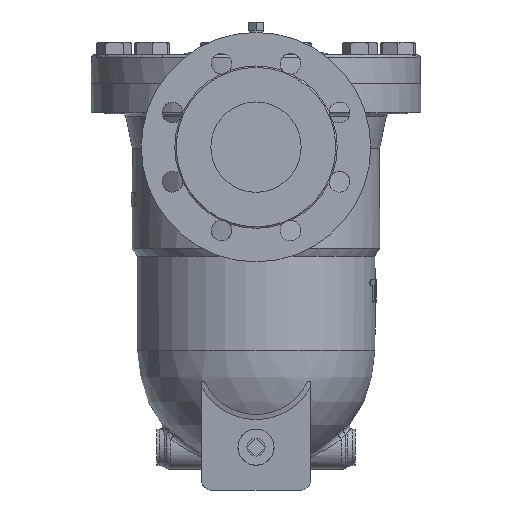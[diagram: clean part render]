
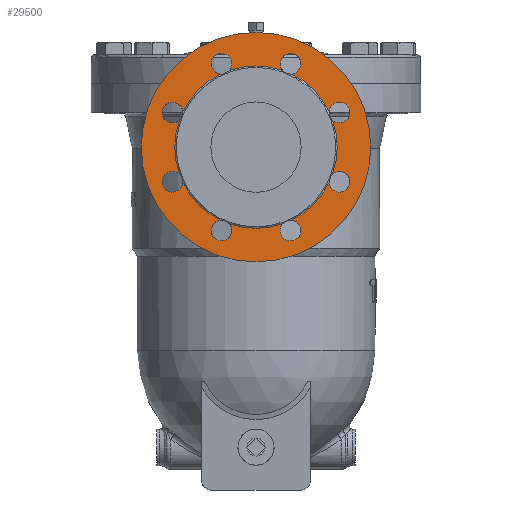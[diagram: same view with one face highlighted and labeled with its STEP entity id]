
A CAD part, left-side view. The second image highlights one B-rep face of the part: STEP entity #29500.
In plain terms, the highlighted planar face has unit normal (-1, 0, 0).
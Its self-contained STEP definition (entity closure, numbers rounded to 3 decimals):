
#29044=CARTESIAN_POINT('',(-261.4,-39.061,-150.915));
#29045=VERTEX_POINT('',#29044);
#29046=CARTESIAN_POINT('',(-261.4,-29.596,-154.836));
#29047=VERTEX_POINT('',#29046);
#29048=CARTESIAN_POINT('',(-261.4,-38.268,-162.388));
#29049=DIRECTION('',(1.0,0.0,0.0));
#29050=DIRECTION('',(0.0,0.0,-1.0));
#29051=AXIS2_PLACEMENT_3D('',#29048,#29049,#29050);
#29052=CIRCLE('',#29051,11.5);
#29053=EDGE_CURVE('',#29045,#29047,#29052,.T.);
#29348=CARTESIAN_POINT('',(-261.4,0.0,37.625));
#29349=DIRECTION('',(-1.0,0.0,0.0));
#29350=DIRECTION('',(0.0,0.0,1.0));
#29351=AXIS2_PLACEMENT_3D('',#29348,#29349,#29350);
#29352=PLANE('',#29351);
#29353=CARTESIAN_POINT('',(-261.4,0.0,57.));
#29354=VERTEX_POINT('',#29353);
#29355=CARTESIAN_POINT('',(-261.4,0.0,-70.));
#29356=DIRECTION('',(-1.0,0.0,0.0));
#29357=DIRECTION('',(0.0,0.0,1.0));
#29358=AXIS2_PLACEMENT_3D('',#29355,#29356,#29357);
#29359=CIRCLE('',#29358,127.);
#29360=EDGE_CURVE('',#29354,#29354,#29359,.T.);
#29361=ORIENTED_EDGE('',*,*,#29360,.T.);
#29362=EDGE_LOOP('',(#29361));
#29363=FACE_OUTER_BOUND('',#29362,.T.);
#29364=CARTESIAN_POINT('',(-261.4,29.596,-154.836));
#29365=VERTEX_POINT('',#29364);
#29366=CARTESIAN_POINT('',(-261.4,39.061,-150.915));
#29367=VERTEX_POINT('',#29366);
#29368=CARTESIAN_POINT('',(-261.4,38.268,-162.388));
#29369=DIRECTION('',(1.0,0.,0.));
#29370=DIRECTION('',(0.,0.707,-0.707));
#29371=AXIS2_PLACEMENT_3D('',#29368,#29369,#29370);
#29372=CIRCLE('',#29371,11.5);
#29373=EDGE_CURVE('',#29365,#29367,#29372,.T.);
#29374=ORIENTED_EDGE('',*,*,#29373,.T.);
#29375=CARTESIAN_POINT('',(-261.4,80.915,-109.061));
#29376=VERTEX_POINT('',#29375);
#29377=CARTESIAN_POINT('',(-261.4,0.0,-70.));
#29378=DIRECTION('',(-1.0,0.0,0.0));
#29379=DIRECTION('',(0.0,0.0,-1.0));
#29380=AXIS2_PLACEMENT_3D('',#29377,#29378,#29379);
#29381=CIRCLE('',#29380,89.85);
#29382=EDGE_CURVE('',#29376,#29367,#29381,.T.);
#29383=ORIENTED_EDGE('',*,*,#29382,.F.);
#29384=CARTESIAN_POINT('',(-261.4,84.836,-99.596));
#29385=VERTEX_POINT('',#29384);
#29386=CARTESIAN_POINT('',(-261.4,92.388,-108.268));
#29387=DIRECTION('',(1.0,0.0,0.0));
#29388=DIRECTION('',(0.0,1.0,0.0));
#29389=AXIS2_PLACEMENT_3D('',#29386,#29387,#29388);
#29390=CIRCLE('',#29389,11.5);
#29391=EDGE_CURVE('',#29376,#29385,#29390,.T.);
#29392=ORIENTED_EDGE('',*,*,#29391,.T.);
#29393=CARTESIAN_POINT('',(-261.4,84.836,-40.404));
#29394=VERTEX_POINT('',#29393);
#29395=CARTESIAN_POINT('',(-261.4,0.0,-70.));
#29396=DIRECTION('',(-1.0,0.0,0.0));
#29397=DIRECTION('',(0.0,0.0,-1.0));
#29398=AXIS2_PLACEMENT_3D('',#29395,#29396,#29397);
#29399=CIRCLE('',#29398,89.85);
#29400=EDGE_CURVE('',#29394,#29385,#29399,.T.);
#29401=ORIENTED_EDGE('',*,*,#29400,.F.);
#29402=CARTESIAN_POINT('',(-261.4,80.915,-30.939));
#29403=VERTEX_POINT('',#29402);
#29404=CARTESIAN_POINT('',(-261.4,92.388,-31.732));
#29405=DIRECTION('',(1.0,0.,0.));
#29406=DIRECTION('',(0.,0.707,0.707));
#29407=AXIS2_PLACEMENT_3D('',#29404,#29405,#29406);
#29408=CIRCLE('',#29407,11.5);
#29409=EDGE_CURVE('',#29394,#29403,#29408,.T.);
#29410=ORIENTED_EDGE('',*,*,#29409,.T.);
#29411=CARTESIAN_POINT('',(-261.4,39.061,10.915));
#29412=VERTEX_POINT('',#29411);
#29413=CARTESIAN_POINT('',(-261.4,0.0,-70.));
#29414=DIRECTION('',(-1.0,0.0,0.0));
#29415=DIRECTION('',(0.0,0.0,-1.0));
#29416=AXIS2_PLACEMENT_3D('',#29413,#29414,#29415);
#29417=CIRCLE('',#29416,89.85);
#29418=EDGE_CURVE('',#29412,#29403,#29417,.T.);
#29419=ORIENTED_EDGE('',*,*,#29418,.F.);
#29420=CARTESIAN_POINT('',(-261.4,29.596,14.836));
#29421=VERTEX_POINT('',#29420);
#29422=CARTESIAN_POINT('',(-261.4,38.268,22.388));
#29423=DIRECTION('',(1.0,0.0,0.0));
#29424=DIRECTION('',(0.0,0.0,1.0));
#29425=AXIS2_PLACEMENT_3D('',#29422,#29423,#29424);
#29426=CIRCLE('',#29425,11.5);
#29427=EDGE_CURVE('',#29412,#29421,#29426,.T.);
#29428=ORIENTED_EDGE('',*,*,#29427,.T.);
#29429=CARTESIAN_POINT('',(-261.4,-29.596,14.836));
#29430=VERTEX_POINT('',#29429);
#29431=CARTESIAN_POINT('',(-261.4,0.0,-70.));
#29432=DIRECTION('',(-1.0,0.0,0.0));
#29433=DIRECTION('',(0.0,0.0,-1.0));
#29434=AXIS2_PLACEMENT_3D('',#29431,#29432,#29433);
#29435=CIRCLE('',#29434,89.85);
#29436=EDGE_CURVE('',#29430,#29421,#29435,.T.);
#29437=ORIENTED_EDGE('',*,*,#29436,.F.);
#29438=CARTESIAN_POINT('',(-261.4,-39.061,10.915));
#29439=VERTEX_POINT('',#29438);
#29440=CARTESIAN_POINT('',(-261.4,-38.268,22.388));
#29441=DIRECTION('',(1.,0.,0.));
#29442=DIRECTION('',(0.,-0.707,0.707));
#29443=AXIS2_PLACEMENT_3D('',#29440,#29441,#29442);
#29444=CIRCLE('',#29443,11.5);
#29445=EDGE_CURVE('',#29430,#29439,#29444,.T.);
#29446=ORIENTED_EDGE('',*,*,#29445,.T.);
#29447=CARTESIAN_POINT('',(-261.4,-80.915,-30.939));
#29448=VERTEX_POINT('',#29447);
#29449=CARTESIAN_POINT('',(-261.4,0.0,-70.));
#29450=DIRECTION('',(-1.0,0.0,0.0));
#29451=DIRECTION('',(0.0,0.0,-1.0));
#29452=AXIS2_PLACEMENT_3D('',#29449,#29450,#29451);
#29453=CIRCLE('',#29452,89.85);
#29454=EDGE_CURVE('',#29448,#29439,#29453,.T.);
#29455=ORIENTED_EDGE('',*,*,#29454,.F.);
#29456=CARTESIAN_POINT('',(-261.4,-84.836,-40.404));
#29457=VERTEX_POINT('',#29456);
#29458=CARTESIAN_POINT('',(-261.4,-92.388,-31.732));
#29459=DIRECTION('',(1.0,0.0,0.0));
#29460=DIRECTION('',(0.0,-1.0,0.0));
#29461=AXIS2_PLACEMENT_3D('',#29458,#29459,#29460);
#29462=CIRCLE('',#29461,11.5);
#29463=EDGE_CURVE('',#29448,#29457,#29462,.T.);
#29464=ORIENTED_EDGE('',*,*,#29463,.T.);
#29465=CARTESIAN_POINT('',(-261.4,-84.836,-99.596));
#29466=VERTEX_POINT('',#29465);
#29467=CARTESIAN_POINT('',(-261.4,0.0,-70.));
#29468=DIRECTION('',(-1.0,0.0,0.0));
#29469=DIRECTION('',(0.0,0.0,-1.0));
#29470=AXIS2_PLACEMENT_3D('',#29467,#29468,#29469);
#29471=CIRCLE('',#29470,89.85);
#29472=EDGE_CURVE('',#29466,#29457,#29471,.T.);
#29473=ORIENTED_EDGE('',*,*,#29472,.F.);
#29474=CARTESIAN_POINT('',(-261.4,-80.915,-109.061));
#29475=VERTEX_POINT('',#29474);
#29476=CARTESIAN_POINT('',(-261.4,-92.388,-108.268));
#29477=DIRECTION('',(1.0,0.,0.));
#29478=DIRECTION('',(0.,-0.707,-0.707));
#29479=AXIS2_PLACEMENT_3D('',#29476,#29477,#29478);
#29480=CIRCLE('',#29479,11.5);
#29481=EDGE_CURVE('',#29466,#29475,#29480,.T.);
#29482=ORIENTED_EDGE('',*,*,#29481,.T.);
#29483=CARTESIAN_POINT('',(-261.4,0.0,-70.));
#29484=DIRECTION('',(-1.0,0.0,0.0));
#29485=DIRECTION('',(0.0,0.0,-1.0));
#29486=AXIS2_PLACEMENT_3D('',#29483,#29484,#29485);
#29487=CIRCLE('',#29486,89.85);
#29488=EDGE_CURVE('',#29045,#29475,#29487,.T.);
#29489=ORIENTED_EDGE('',*,*,#29488,.F.);
#29490=ORIENTED_EDGE('',*,*,#29053,.T.);
#29491=CARTESIAN_POINT('',(-261.4,0.0,-70.));
#29492=DIRECTION('',(-1.0,0.0,0.0));
#29493=DIRECTION('',(0.0,0.0,-1.0));
#29494=AXIS2_PLACEMENT_3D('',#29491,#29492,#29493);
#29495=CIRCLE('',#29494,89.85);
#29496=EDGE_CURVE('',#29365,#29047,#29495,.T.);
#29497=ORIENTED_EDGE('',*,*,#29496,.F.);
#29498=EDGE_LOOP('',(#29374,#29383,#29392,#29401,#29410,#29419,#29428,#29437,#29446,#29455,#29464,#29473,#29482,#29489,#29490,#29497));
#29499=FACE_BOUND('',#29498,.T.);
#29500=ADVANCED_FACE('',(#29363,#29499),#29352,.T.);
